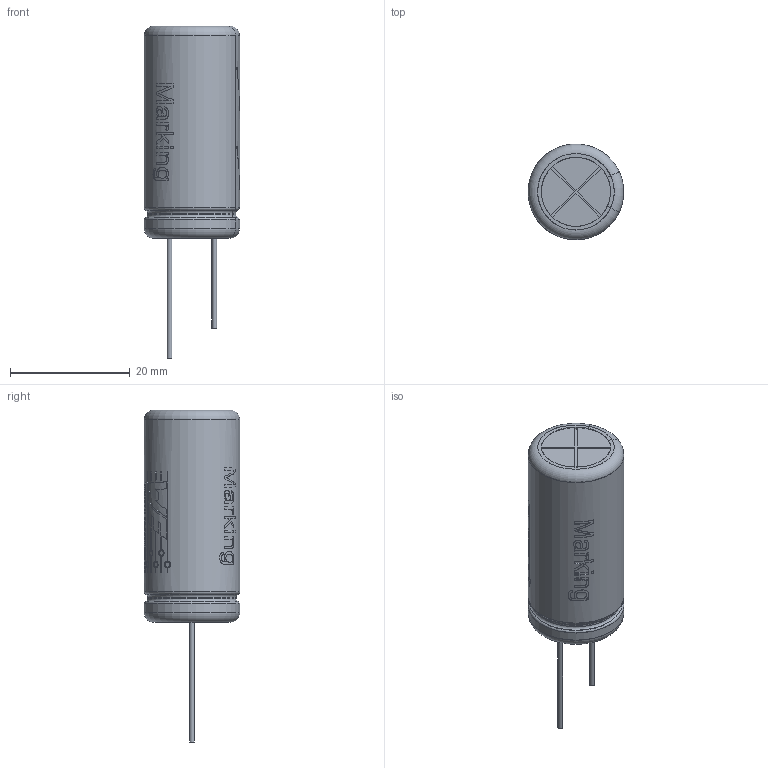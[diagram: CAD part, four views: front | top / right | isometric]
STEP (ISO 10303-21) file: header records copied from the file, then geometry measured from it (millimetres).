
FILE_DESCRIPTION(/* description */ ('Unknown','CAx-IF Rec.Pracs.---Representation and Presentation of Product Manufacturing Information (PMI)---4.0---2014-10-13','CAx-IF Rec.Pracs.---3D Tessellated Geometry---0.4---2014-09-14','2;1'),/* implementation_level */ '2;1');
FILE_NAME(/* name */ 'CP_Wurth_WCAP-AT1H-P7.5D16L35.5',/* time_stamp */ '2024-12-19T14:39:19+08:00',/* author */ ('Unknown'),/* organization */ ('Unknown'),/* preprocessor_version */ 'ST-DEVELOPER v16.7',/* originating_system */ 'Solid Edge',/* authorisation */ 'Unknown');
FILE_SCHEMA (('AP242_MANAGED_MODEL_BASED_3D_ENGINEERING_MIM_LF { 1 0 10303 442 1 1 4 }'));
Length unit declared in the file: millimetre
Products named in the file (2): CP_Wurth_WCAP-AT1H-P7.5D16L35.5
Assembly tree (1 placements, depth 2):
  CP_Wurth_WCAP-AT1H-P7.5D16L35.5
    CP_Wurth_WCAP-AT1H-P7.5D16L35.5
Bounding box: 15.96 x 15.94 x 55.5 mm (x, y, z)
Volume: 7006.8 mm3; surface area: 6323.1 mm2
Topology: 2 solids, 3 shells, 515 faces, 1296 edges, 859 vertices
Faces by surface type: plane 306, cylinder 99, bspline 86, torus 24
Full cylindrical faces by diameter (mm): 0.8 x2, 1.778 x1, 2.222 x1, 3.556 x1, 4 x1, 6.222 x1, 6.667 x1, 8.889 x1, 9.333 x1, 10.667 x1, 11.111 x1, 11.556 x2, 12.799 x2, 14.587 x1, 14.607 x1, 15.78 x2, 15.8 x2
Entity records: 27031 total; most frequent: CARTESIAN_POINT 11495, ORIENTED_EDGE 2498, DIRECTION 2278, EDGE_CURVE 1249, VERTEX_POINT 855, AXIS2_PLACEMENT_3D 812, LINE 654, VECTOR 654
